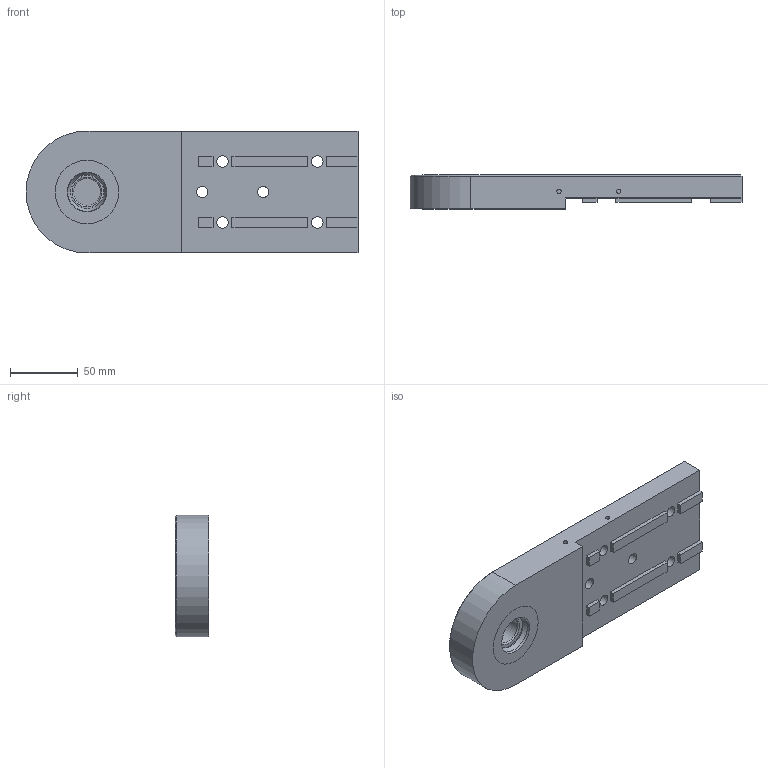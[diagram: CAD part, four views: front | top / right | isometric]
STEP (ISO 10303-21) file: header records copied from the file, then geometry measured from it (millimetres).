
FILE_DESCRIPTION(/* description */ ('Příruba na válečky D=96'),/* implementation_level */ '2;1');
FILE_NAME(/* name */ '909001.stp',/* time_stamp */ '2019-10-04T17:00:16+02:00',/* author */ ('Roudna'),/* organization */ ('Alutec K&K'),/* preprocessor_version */ 'ST-DEVELOPER v17',/* originating_system */ 'Autodesk Inventor 2018',/* authorisation */ '');
FILE_SCHEMA (('AUTOMOTIVE_DESIGN { 1 0 10303 214 3 1 1 }'));
Length unit declared in the file: millimetre
Products named in the file (1): -
Bounding box: 245 x 25 x 90 mm (x, y, z)
Volume: 411681.5 mm3; surface area: 81229.7 mm2
Topology: 40 solids, 40 shells, 136 faces, 379 edges, 271 vertices
Faces by surface type: plane 60, sphere 34, cylinder 29, torus 7, cone 5, bspline 1
Full cylindrical faces by diameter (mm): 3.242 x4, 8.376 x2, 8.4 x4, 13.5 x4, 20 x1, 28.8 x3, 29 x2, 29.2 x1, 36.651 x2, 42 x1, 44.5 x1, 47 x3
Entity records: 4343 total; most frequent: DIRECTION 767, CARTESIAN_POINT 745, ORIENTED_EDGE 622, AXIS2_PLACEMENT_3D 320, EDGE_CURVE 311, VERTEX_POINT 271, CIRCLE 184, EDGE_LOOP 174
